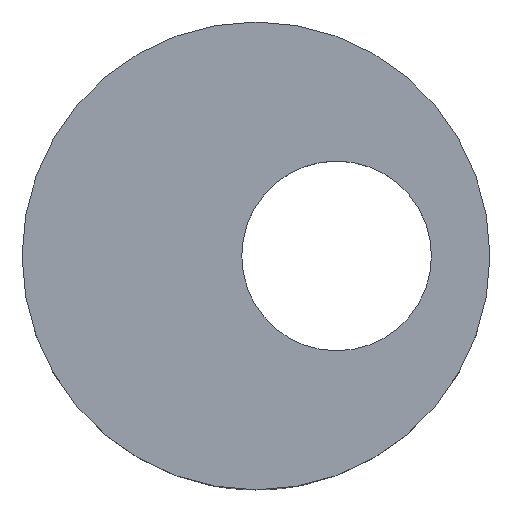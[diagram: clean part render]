
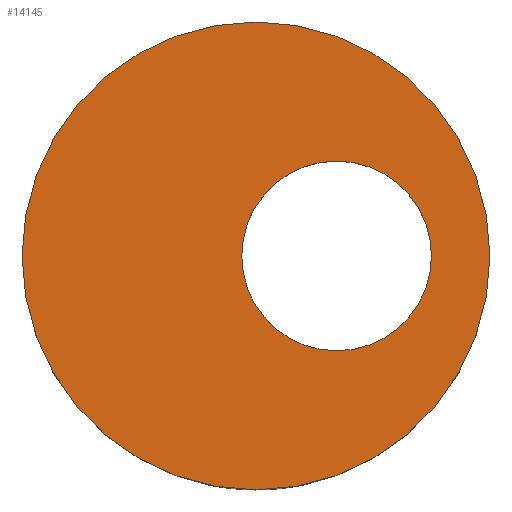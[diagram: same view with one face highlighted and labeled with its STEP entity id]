
A CAD part, top view. The second image highlights one B-rep face of the part: STEP entity #14145.
In plain terms, the highlighted planar face has unit normal (0, 0, 1).
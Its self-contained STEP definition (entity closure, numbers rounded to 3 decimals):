
#297 = DIRECTION ( 'NONE',  ( 1., 0., 0. ) ) ;
#586 = DIRECTION ( 'NONE',  ( 0., 0., 1. ) ) ;
#767 = AXIS2_PLACEMENT_3D ( 'NONE', #15939, #586, #17563 ) ;
#790 = FACE_BOUND ( 'NONE', #1099, .T. ) ;
#887 = FACE_OUTER_BOUND ( 'NONE', #16475, .T. ) ;
#1099 = EDGE_LOOP ( 'NONE', ( #4745, #14258 ) ) ;
#1923 = CARTESIAN_POINT ( 'NONE',  ( 255., 0., 165. ) ) ;
#2269 = VERTEX_POINT ( 'NONE', #2553 ) ;
#2553 = CARTESIAN_POINT ( 'NONE',  ( -740., 0., 165. ) ) ;
#3336 = CARTESIAN_POINT ( 'NONE',  ( 0., 0., 165. ) ) ;
#4745 = ORIENTED_EDGE ( 'NONE', *, *, #19699, .F. ) ;
#4793 = DIRECTION ( 'NONE',  ( 1., 0., 0. ) ) ;
#5187 = ORIENTED_EDGE ( 'NONE', *, *, #17747, .T. ) ;
#6403 = CARTESIAN_POINT ( 'NONE',  ( 555., 0., 165. ) ) ;
#6908 = AXIS2_PLACEMENT_3D ( 'NONE', #13988, #18646, #4793 ) ;
#7851 = CIRCLE ( 'NONE', #12696, 300. ) ;
#8023 = VERTEX_POINT ( 'NONE', #19415 ) ;
#8241 = CARTESIAN_POINT ( 'NONE',  ( 255., 0., 165. ) ) ;
#10305 = EDGE_CURVE ( 'NONE', #2269, #17025, #17841, .T. ) ;
#10849 = ORIENTED_EDGE ( 'NONE', *, *, #10305, .T. ) ;
#11106 = AXIS2_PLACEMENT_3D ( 'NONE', #8241, #18768, #13733 ) ;
#12199 = VERTEX_POINT ( 'NONE', #6403 ) ;
#12696 = AXIS2_PLACEMENT_3D ( 'NONE', #1923, #18801, #18503 ) ;
#13034 = CIRCLE ( 'NONE', #6908, 740. ) ;
#13108 = PLANE ( 'NONE',  #767 ) ;
#13733 = DIRECTION ( 'NONE',  ( 1., 0., 0. ) ) ;
#13988 = CARTESIAN_POINT ( 'NONE',  ( 0., 0., 165. ) ) ;
#14136 = DIRECTION ( 'NONE',  ( 0., 0., 1. ) ) ;
#14145 = ADVANCED_FACE ( 'NONE', ( #790, #887 ), #13108, .T. ) ;
#14258 = ORIENTED_EDGE ( 'NONE', *, *, #14790, .F. ) ;
#14790 = EDGE_CURVE ( 'NONE', #8023, #12199, #7851, .T. ) ;
#15939 = CARTESIAN_POINT ( 'NONE',  ( 0., 0., 165. ) ) ;
#16475 = EDGE_LOOP ( 'NONE', ( #10849, #5187 ) ) ;
#16867 = AXIS2_PLACEMENT_3D ( 'NONE', #3336, #14136, #297 ) ;
#17025 = VERTEX_POINT ( 'NONE', #19862 ) ;
#17563 = DIRECTION ( 'NONE',  ( 1., 0., 0. ) ) ;
#17747 = EDGE_CURVE ( 'NONE', #17025, #2269, #13034, .T. ) ;
#17841 = CIRCLE ( 'NONE', #16867, 740. ) ;
#18503 = DIRECTION ( 'NONE',  ( 1., 0., 0. ) ) ;
#18646 = DIRECTION ( 'NONE',  ( 0., 0., 1. ) ) ;
#18768 = DIRECTION ( 'NONE',  ( 0., 0., 1. ) ) ;
#18801 = DIRECTION ( 'NONE',  ( 0., 0., 1. ) ) ;
#19415 = CARTESIAN_POINT ( 'NONE',  ( -45., 0., 165. ) ) ;
#19699 = EDGE_CURVE ( 'NONE', #12199, #8023, #19817, .T. ) ;
#19817 = CIRCLE ( 'NONE', #11106, 300. ) ;
#19862 = CARTESIAN_POINT ( 'NONE',  ( 740., 0., 165. ) ) ;
